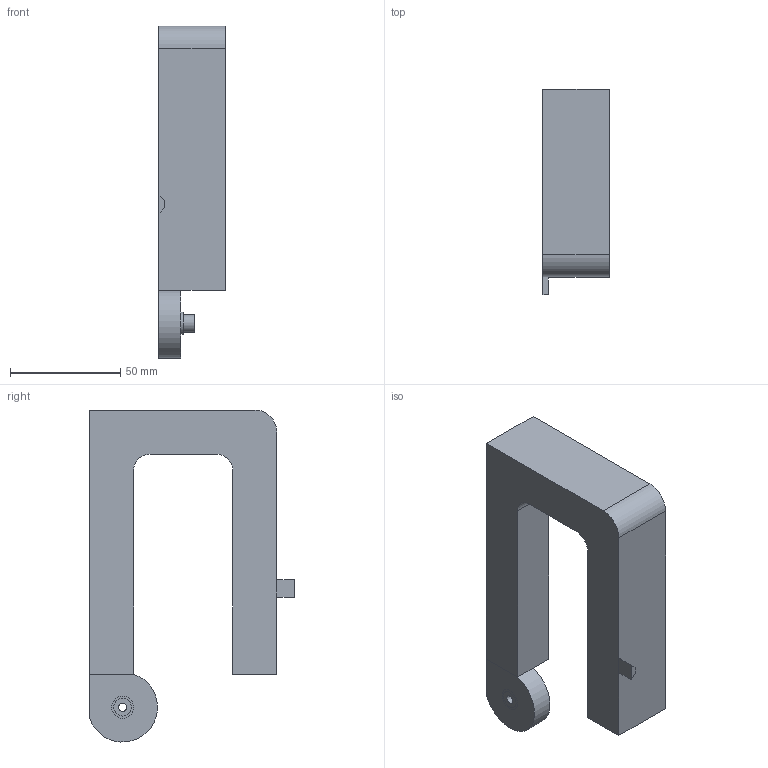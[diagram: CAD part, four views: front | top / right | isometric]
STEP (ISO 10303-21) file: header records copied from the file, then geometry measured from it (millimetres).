
FILE_DESCRIPTION(('FreeCAD Model'),'2;1');
FILE_NAME('Open CASCADE Shape Model','2024-04-15T15:01:04',(''),(''), 'Open CASCADE STEP processor 7.7','FreeCAD','Unknown');
FILE_SCHEMA(('AUTOMOTIVE_DESIGN { 1 0 10303 214 1 1 1 1 }'));
Length unit declared in the file: millimetre
Products named in the file (1): Top Wall
Bounding box: 30 x 93 x 150.78 mm (x, y, z)
Volume: 165560.1 mm3; surface area: 31379.1 mm2
Topology: 1 solids, 1 shells, 36 faces, 82 edges, 52 vertices
Faces by surface type: plane 25, cylinder 7, cone 2, extrusion 2
Full cylindrical faces by diameter (mm): 3.8 x1, 8 x1, 10 x1
Entity records: 1598 total; most frequent: CARTESIAN_POINT 737, DIRECTION 172, ORIENTED_EDGE 164, EDGE_CURVE 82, VECTOR 62, LINE 60, AXIS2_PLACEMENT_3D 55, VERTEX_POINT 52
